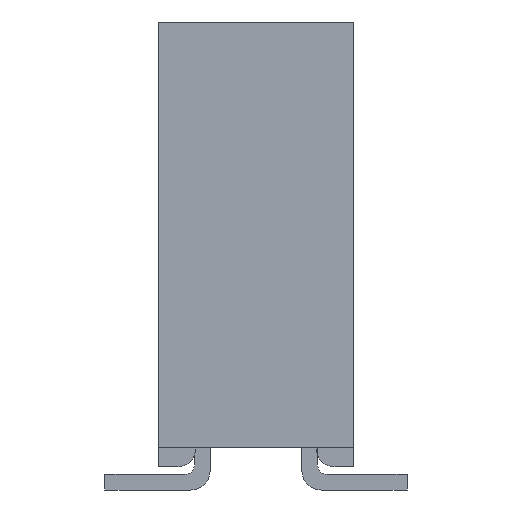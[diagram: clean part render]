
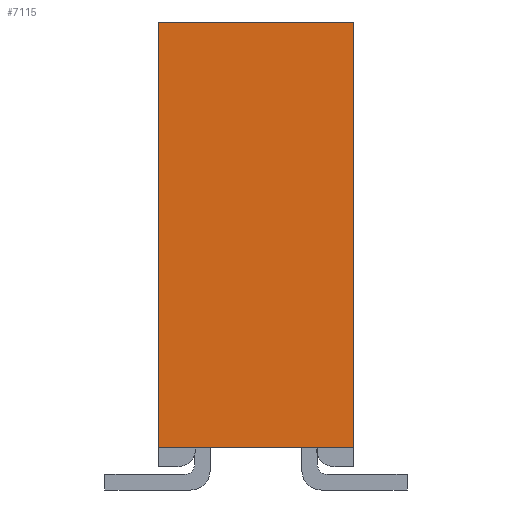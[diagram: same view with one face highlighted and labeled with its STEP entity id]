
A CAD part, left-side view. The second image highlights one B-rep face of the part: STEP entity #7115.
In plain terms, the highlighted planar face has unit normal (-1, 0, 0).
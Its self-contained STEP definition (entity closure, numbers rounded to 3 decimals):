
#7115 = ADVANCED_FACE('',(#7116),#7150,.F.);
#7116 = FACE_BOUND('',#7117,.T.);
#7117 = EDGE_LOOP('',(#7118,#7128,#7136,#7144));
#7118 = ORIENTED_EDGE('',*,*,#7119,.T.);
#7119 = EDGE_CURVE('',#7120,#7122,#7124,.T.);
#7120 = VERTEX_POINT('',#7121);
#7121 = CARTESIAN_POINT('',(-22.352,5.791,-1.27));
#7122 = VERTEX_POINT('',#7123);
#7123 = CARTESIAN_POINT('',(-22.352,0.254,-1.27));
#7124 = LINE('',#7125,#7126);
#7125 = CARTESIAN_POINT('',(-22.352,5.791,-1.27));
#7126 = VECTOR('',#7127,1.);
#7127 = DIRECTION('',(0.,-1.,0.));
#7128 = ORIENTED_EDGE('',*,*,#7129,.T.);
#7129 = EDGE_CURVE('',#7122,#7130,#7132,.T.);
#7130 = VERTEX_POINT('',#7131);
#7131 = CARTESIAN_POINT('',(-22.352,0.254,1.27));
#7132 = LINE('',#7133,#7134);
#7133 = CARTESIAN_POINT('',(-22.352,0.254,-0.787));
#7134 = VECTOR('',#7135,1.);
#7135 = DIRECTION('',(0.,0.,1.));
#7136 = ORIENTED_EDGE('',*,*,#7137,.F.);
#7137 = EDGE_CURVE('',#7138,#7130,#7140,.T.);
#7138 = VERTEX_POINT('',#7139);
#7139 = CARTESIAN_POINT('',(-22.352,5.791,1.27));
#7140 = LINE('',#7141,#7142);
#7141 = CARTESIAN_POINT('',(-22.352,5.791,1.27));
#7142 = VECTOR('',#7143,1.);
#7143 = DIRECTION('',(0.,-1.,0.));
#7144 = ORIENTED_EDGE('',*,*,#7145,.F.);
#7145 = EDGE_CURVE('',#7120,#7138,#7146,.T.);
#7146 = LINE('',#7147,#7148);
#7147 = CARTESIAN_POINT('',(-22.352,5.791,-1.27));
#7148 = VECTOR('',#7149,1.);
#7149 = DIRECTION('',(0.,0.,1.));
#7150 = PLANE('',#7151);
#7151 = AXIS2_PLACEMENT_3D('',#7152,#7153,#7154);
#7152 = CARTESIAN_POINT('',(-22.352,5.791,-1.27));
#7153 = DIRECTION('',(1.,0.,0.));
#7154 = DIRECTION('',(0.,0.,-1.));
